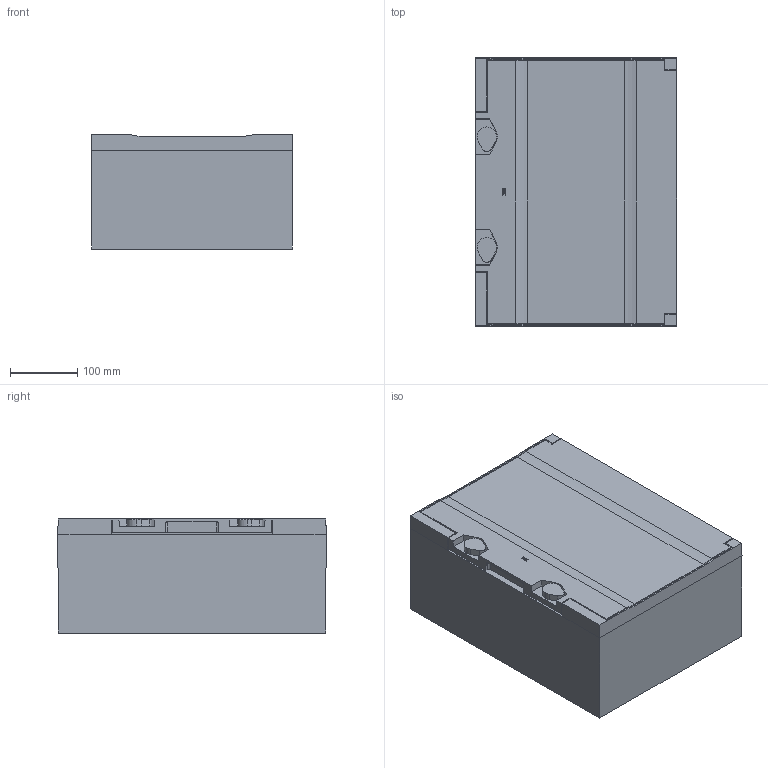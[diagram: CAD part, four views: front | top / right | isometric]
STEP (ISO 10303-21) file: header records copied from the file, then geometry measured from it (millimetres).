
FILE_DESCRIPTION (( 'STEP AP203' ), '1' );
FILE_NAME ('TR5-12-N-040-30-17-65 TETRA 5 Êîðïóñ ïëàñòèê. ÙÌÏï 400õ300õ170ìì IP65 IEK.STEP', '2022-12-27T09:29:55', ( '' ), ( '' ), 'SwSTEP 2.0', 'SolidWorks 2022', '' );
FILE_SCHEMA (( 'CONFIG_CONTROL_DESIGN' ));
Products named in the file (1): TR5-12-N-040-30-17-65 TETRA 5 Корпус пластик. ЩМПп 400х300х170мм IP65 IEK
Bounding box: 300 x 400 x 170.6 mm (x, y, z)
Volume: 5797503 mm3; surface area: 1193292.4 mm2
Topology: 3 solids, 3 shells, 1863 faces, 4836 edges, 3184 vertices
Faces by surface type: plane 1360, cone 194, cylinder 150, bspline 111, torus 48
Entity records: 60951 total; most frequent: CARTESIAN_POINT 16054, ORIENTED_EDGE 9672, DIRECTION 8472, EDGE_CURVE 4836, LINE 3670, VECTOR 3670, VERTEX_POINT 3184, AXIS2_PLACEMENT_3D 2401
